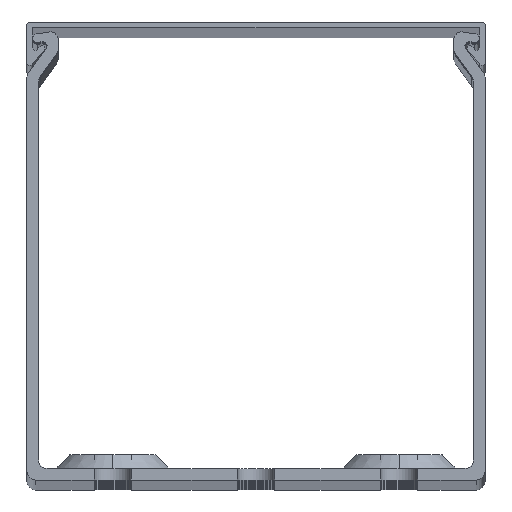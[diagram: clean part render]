
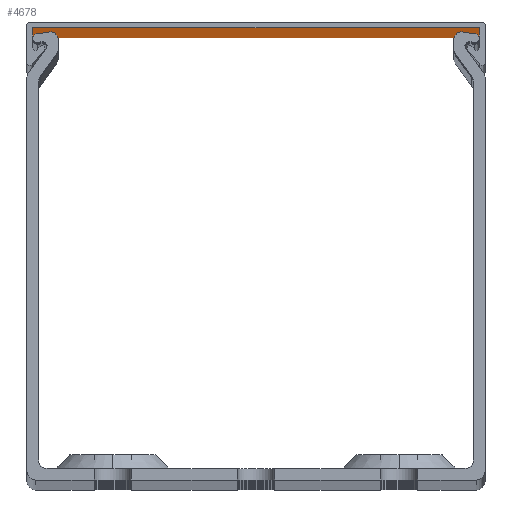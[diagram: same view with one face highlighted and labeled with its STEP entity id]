
A CAD part, top view. The second image highlights one B-rep face of the part: STEP entity #4678.
In plain terms, the highlighted planar face has unit normal (0, -1, 0).
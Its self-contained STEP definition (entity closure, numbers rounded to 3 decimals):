
#741 = CARTESIAN_POINT ( 'NONE',  ( -39., 79., 580.44 ) ) ;
#916 = PLANE ( 'NONE',  #17256 ) ;
#1514 = ORIENTED_EDGE ( 'NONE', *, *, #35132, .T. ) ;
#2579 = EDGE_CURVE ( 'NONE', #15017, #13844, #17030, .T. ) ;
#2586 = VERTEX_POINT ( 'NONE', #25420 ) ;
#4021 = ORIENTED_EDGE ( 'NONE', *, *, #5820, .T. ) ;
#4658 = ORIENTED_EDGE ( 'NONE', *, *, #2579, .F. ) ;
#4678 = ADVANCED_FACE ( 'NONE', ( #6025 ), #916, .F. ) ;
#5820 = EDGE_CURVE ( 'NONE', #2586, #13844, #16601, .T. ) ;
#6025 = FACE_OUTER_BOUND ( 'NONE', #26474, .T. ) ;
#8060 = DIRECTION ( 'NONE',  ( 0., 0., -1. ) ) ;
#11164 = VERTEX_POINT ( 'NONE', #12383 ) ;
#12383 = CARTESIAN_POINT ( 'NONE',  ( -39., 79., 500. ) ) ;
#13737 = CARTESIAN_POINT ( 'NONE',  ( -39., 79., 500. ) ) ;
#13844 = VERTEX_POINT ( 'NONE', #18099 ) ;
#14101 = LINE ( 'NONE', #13737, #17908 ) ;
#14592 = DIRECTION ( 'NONE',  ( 0., 0., 1. ) ) ;
#15017 = VERTEX_POINT ( 'NONE', #29103 ) ;
#16601 = LINE ( 'NONE', #27911, #16701 ) ;
#16701 = VECTOR ( 'NONE', #21897, 1000. ) ;
#17030 = LINE ( 'NONE', #31063, #22745 ) ;
#17256 = AXIS2_PLACEMENT_3D ( 'NONE', #741, #28615, #14592 ) ;
#17908 = VECTOR ( 'NONE', #25224, 1000. ) ;
#18099 = CARTESIAN_POINT ( 'NONE',  ( 39., 79., -500. ) ) ;
#21897 = DIRECTION ( 'NONE',  ( 1., 0., 0. ) ) ;
#22284 = EDGE_CURVE ( 'NONE', #11164, #2586, #33381, .T. ) ;
#22745 = VECTOR ( 'NONE', #33804, 1000. ) ;
#25224 = DIRECTION ( 'NONE',  ( -1., 0., 0. ) ) ;
#25420 = CARTESIAN_POINT ( 'NONE',  ( -39., 79., -500. ) ) ;
#26474 = EDGE_LOOP ( 'NONE', ( #4658, #1514, #27404, #4021 ) ) ;
#27404 = ORIENTED_EDGE ( 'NONE', *, *, #22284, .T. ) ;
#27911 = CARTESIAN_POINT ( 'NONE',  ( -39., 79., -500. ) ) ;
#28615 = DIRECTION ( 'NONE',  ( 0., 1., 0. ) ) ;
#29103 = CARTESIAN_POINT ( 'NONE',  ( 39., 79., 500. ) ) ;
#30704 = VECTOR ( 'NONE', #8060, 1000. ) ;
#31063 = CARTESIAN_POINT ( 'NONE',  ( 39., 79., 580.44 ) ) ;
#33381 = LINE ( 'NONE', #35590, #30704 ) ;
#33804 = DIRECTION ( 'NONE',  ( 0., 0., -1. ) ) ;
#35132 = EDGE_CURVE ( 'NONE', #15017, #11164, #14101, .T. ) ;
#35590 = CARTESIAN_POINT ( 'NONE',  ( -39., 79., 580.44 ) ) ;
